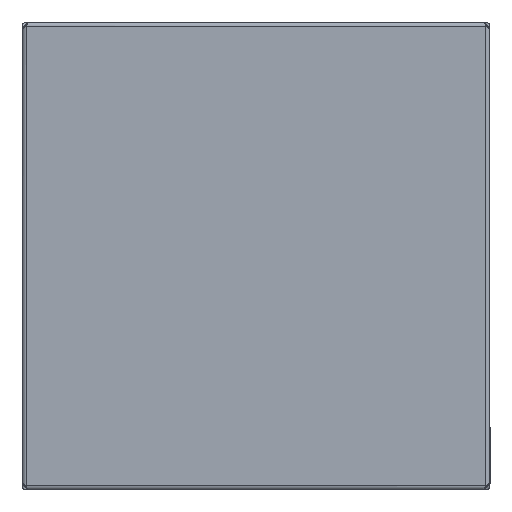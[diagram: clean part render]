
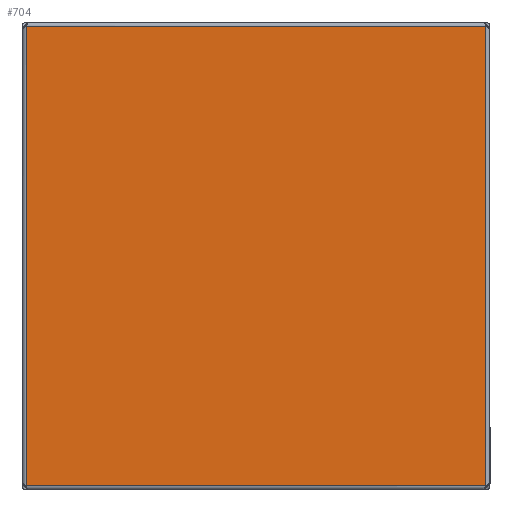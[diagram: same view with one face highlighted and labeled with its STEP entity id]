
A CAD part, front view. The second image highlights one B-rep face of the part: STEP entity #704.
In plain terms, the highlighted planar face has unit normal (0, -1, 0).
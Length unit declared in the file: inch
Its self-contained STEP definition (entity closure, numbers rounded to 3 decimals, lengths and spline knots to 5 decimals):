
#704 = ADVANCED_FACE ( 'NONE', ( #1058 ), #5934, .T. ) ;
#948 = VERTEX_POINT ( 'NONE', #6012 ) ;
#1058 = FACE_OUTER_BOUND ( 'NONE', #5839, .T. ) ;
#1146 = ORIENTED_EDGE ( 'NONE', *, *, #5265, .T. ) ;
#1182 = EDGE_CURVE ( 'NONE', #2299, #948, #2305, .T. ) ;
#1187 = DIRECTION ( 'NONE',  ( 0., 0., -1. ) ) ;
#1388 = VECTOR ( 'NONE', #6956, 39.37008 ) ;
#1669 = ORIENTED_EDGE ( 'NONE', *, *, #4603, .T. ) ;
#1804 = DIRECTION ( 'NONE',  ( 0., -1., 0. ) ) ;
#2077 = CARTESIAN_POINT ( 'NONE',  ( -8.83352, 0., -0.99806 ) ) ;
#2238 = LINE ( 'NONE', #2356, #5411 ) ;
#2299 = VERTEX_POINT ( 'NONE', #2077 ) ;
#2305 = LINE ( 'NONE', #4653, #4474 ) ;
#2355 = VERTEX_POINT ( 'NONE', #5046 ) ;
#2356 = CARTESIAN_POINT ( 'NONE',  ( -17.9548, 0., -18.66504 ) ) ;
#2375 = CARTESIAN_POINT ( 'NONE',  ( -17.9548, 0., -0.99806 ) ) ;
#2783 = AXIS2_PLACEMENT_3D ( 'NONE', #4040, #1804, #4650 ) ;
#3193 = ORIENTED_EDGE ( 'NONE', *, *, #1182, .T. ) ;
#3376 = ORIENTED_EDGE ( 'NONE', *, *, #6342, .T. ) ;
#4040 = CARTESIAN_POINT ( 'NONE',  ( -17.9548, 0., 0. ) ) ;
#4115 = LINE ( 'NONE', #2375, #1388 ) ;
#4474 = VECTOR ( 'NONE', #1187, 39.37008 ) ;
#4597 = LINE ( 'NONE', #6945, #5845 ) ;
#4603 = EDGE_CURVE ( 'NONE', #948, #6577, #2238, .T. ) ;
#4650 = DIRECTION ( 'NONE',  ( 0., 0., -1. ) ) ;
#4653 = CARTESIAN_POINT ( 'NONE',  ( -8.83352, 0., 0. ) ) ;
#5046 = CARTESIAN_POINT ( 'NONE',  ( 8.83352, 0., -0.99806 ) ) ;
#5265 = EDGE_CURVE ( 'NONE', #6577, #2355, #4597, .T. ) ;
#5411 = VECTOR ( 'NONE', #6529, 39.37008 ) ;
#5839 = EDGE_LOOP ( 'NONE', ( #3193, #1669, #1146, #3376 ) ) ;
#5845 = VECTOR ( 'NONE', #6685, 39.37008 ) ;
#5934 = PLANE ( 'NONE',  #2783 ) ;
#6012 = CARTESIAN_POINT ( 'NONE',  ( -8.83352, 0., -18.66504 ) ) ;
#6247 = CARTESIAN_POINT ( 'NONE',  ( 8.83352, 0., -18.66504 ) ) ;
#6342 = EDGE_CURVE ( 'NONE', #2355, #2299, #4115, .T. ) ;
#6529 = DIRECTION ( 'NONE',  ( 1., 0., 0. ) ) ;
#6577 = VERTEX_POINT ( 'NONE', #6247 ) ;
#6685 = DIRECTION ( 'NONE',  ( 0., 0., 1. ) ) ;
#6945 = CARTESIAN_POINT ( 'NONE',  ( 8.83352, 0., 0. ) ) ;
#6956 = DIRECTION ( 'NONE',  ( -1., 0., 0. ) ) ;
